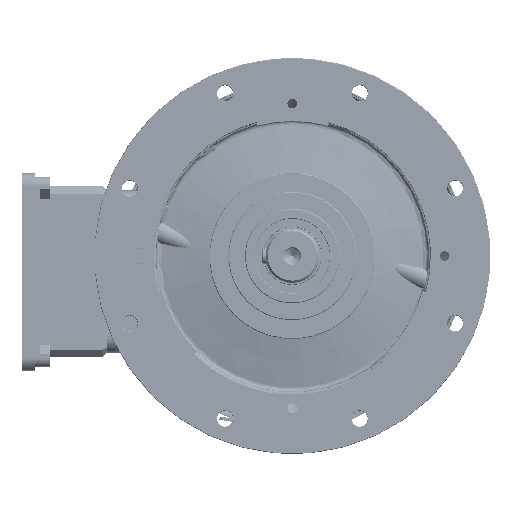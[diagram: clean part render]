
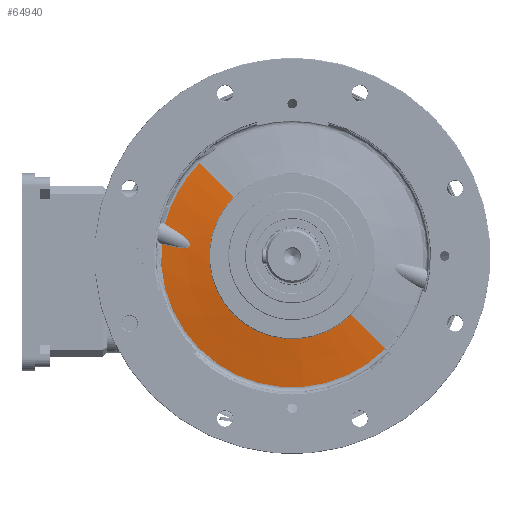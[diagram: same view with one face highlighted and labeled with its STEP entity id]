
A CAD part, left-side view. The second image highlights one B-rep face of the part: STEP entity #64940.
In plain terms, the highlighted conical face has half-angle 80 degrees and reference radius 94 mm.
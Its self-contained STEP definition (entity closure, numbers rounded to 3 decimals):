
#1524 = ORIENTED_EDGE ( 'NONE', *, *, #4472, .F. ) ;
#4472 = EDGE_CURVE ( 'NONE', #63211, #209612, #279667, .T. ) ;
#6276 = CARTESIAN_POINT ( 'NONE',  ( -19.691, 73.564, -116.306 ) ) ;
#10227 = CARTESIAN_POINT ( 'NONE',  ( -12., 0., 0. ) ) ;
#11896 = CARTESIAN_POINT ( 'NONE',  ( -17.105, 80.21, -93.184 ) ) ;
#14682 = CARTESIAN_POINT ( 'NONE',  ( -18.033, 83.777, -97.06 ) ) ;
#16098 = CARTESIAN_POINT ( 'NONE',  ( -16.049, 72.28, -91.955 ) ) ;
#18100 = DIRECTION ( 'NONE',  ( -0.174, 0., 0.985 ) ) ;
#22284 = ORIENTED_EDGE ( 'NONE', *, *, #35900, .T. ) ;
#30012 = VECTOR ( 'NONE', #18100, 1000. ) ;
#33217 = CARTESIAN_POINT ( 'NONE',  ( -19.091, 87.384, -101.869 ) ) ;
#35900 = EDGE_CURVE ( 'NONE', #63211, #251982, #181924, .T. ) ;
#36196 = AXIS2_PLACEMENT_3D ( 'NONE', #225575, #76213, #201443 ) ;
#37390 = CARTESIAN_POINT ( 'NONE',  ( -16.28, 71.571, -94.158 ) ) ;
#44693 = VERTEX_POINT ( 'NONE', #74143 ) ;
#53129 = CARTESIAN_POINT ( 'NONE',  ( -17.503, 81.798, -94.798 ) ) ;
#54531 = CARTESIAN_POINT ( 'NONE',  ( -16.153, 71.853, -93.034 ) ) ;
#55930 = CARTESIAN_POINT ( 'NONE',  ( -16.235, 71.651, -93.779 ) ) ;
#57337 = CARTESIAN_POINT ( 'NONE',  ( -16.453, 77.203, -90.889 ) ) ;
#57733 = LINE ( 'NONE', #79104, #194076 ) ;
#58741 = CARTESIAN_POINT ( 'NONE',  ( -16.158, 75.422, -90.202 ) ) ;
#63211 = VERTEX_POINT ( 'NONE', #253177 ) ;
#63551 = DIRECTION ( 'NONE',  ( 0., 0., -1. ) ) ;
#64940 = ADVANCED_FACE ( 'NONE', ( #142479 ), #258460, .T. ) ;
#74143 = CARTESIAN_POINT ( 'NONE',  ( -21.721, 76.488, -128.023 ) ) ;
#76213 = DIRECTION ( 'NONE',  ( 1., 0., 0. ) ) ;
#78694 = CARTESIAN_POINT ( 'NONE',  ( -16.029, 74.259, -90.221 ) ) ;
#79104 = CARTESIAN_POINT ( 'NONE',  ( -12., 0., -94. ) ) ;
#80114 = CARTESIAN_POINT ( 'NONE',  ( -15.989, 72.94, -90.998 ) ) ;
#81510 = CARTESIAN_POINT ( 'NONE',  ( -21.197, 93.882, -112.024 ) ) ;
#88399 = VERTEX_POINT ( 'NONE', #257797 ) ;
#93064 = CARTESIAN_POINT ( 'NONE',  ( -19.193, 72.945, -113.354 ) ) ;
#97270 = CARTESIAN_POINT ( 'NONE',  ( -15.994, 73.713, -90.412 ) ) ;
#98683 = CARTESIAN_POINT ( 'NONE',  ( -19.883, 89.91, -105.62 ) ) ;
#100446 = DIRECTION ( 'NONE',  ( -0.174, 0., -0.985 ) ) ;
#102079 = CARTESIAN_POINT ( 'NONE',  ( -21.721, 0., 0. ) ) ;
#102860 = CARTESIAN_POINT ( 'NONE',  ( -15.995, 72.811, -91.146 ) ) ;
#107255 = CARTESIAN_POINT ( 'NONE',  ( -21.721, 0., 149.132 ) ) ;
#117527 = DIRECTION ( 'NONE',  ( -1., 0., 0. ) ) ;
#118175 = EDGE_CURVE ( 'NONE', #251982, #131184, #57733, .T. ) ;
#119951 = CARTESIAN_POINT ( 'NONE',  ( -16.268, 76.161, -90.402 ) ) ;
#121406 = EDGE_CURVE ( 'NONE', #131184, #44693, #230950, .T. ) ;
#124153 = CARTESIAN_POINT ( 'NONE',  ( -21.721, 95.381, -114.642 ) ) ;
#129603 = CARTESIAN_POINT ( 'NONE',  ( -21.721, 0., -149.132 ) ) ;
#130032 = ORIENTED_EDGE ( 'NONE', *, *, #118175, .T. ) ;
#131184 = VERTEX_POINT ( 'NONE', #129603 ) ;
#139924 = CARTESIAN_POINT ( 'NONE',  ( -18.298, 84.709, -98.237 ) ) ;
#141312 = CARTESIAN_POINT ( 'NONE',  ( -16.418, 71.375, -95.292 ) ) ;
#141691 = CARTESIAN_POINT ( 'NONE',  ( -12.073, 0., 0. ) ) ;
#142307 = CARTESIAN_POINT ( 'NONE',  ( -12.073, 0., -94.413 ) ) ;
#142479 = FACE_OUTER_BOUND ( 'NONE', #189528, .T. ) ;
#142726 = CARTESIAN_POINT ( 'NONE',  ( -17.636, 82.302, -95.355 ) ) ;
#144131 = CARTESIAN_POINT ( 'NONE',  ( -16.708, 78.477, -91.705 ) ) ;
#144662 = B_SPLINE_CURVE_WITH_KNOTS ( 'NONE', 3,
 ( #157073, #243746, #201109, #6276, #93064, #179788, #158451, #245133, #202525, #181170, #267851, #209527, #189585, #249336, #141312, #37390, #55930, #54531, #232222, #16098, #226638, #102860, #80114, #276255, #250716, #97270, #166850, #78694, #164055, #253527, #58741, #119951, #183987, #57337, #206746, #144131, #186759, #11896, #208133, #53129, #142726, #14682, #139924, #228024, #33217, #229442, #98683, #252134, #81510, #124153 ),
 .UNSPECIFIED., .F., .F.,
 ( 4, 2, 2, 2, 2, 2, 2, 2, 2, 2, 2, 2, 2, 2, 2, 2, 2, 2, 2, 2, 2, 2, 2, 2, 4 ),
 ( 0., 0.009, 0.018, 0.023, 0.028, 0.03, 0.032, 0.034, 0.036, 0.037, 0.038, 0.038, 0.039, 0.04, 0.04, 0.041, 0.042, 0.044, 0.046, 0.048, 0.05, 0.055, 0.06, 0.064, 0.073 ),
 .UNSPECIFIED. ) ;
#157073 = CARTESIAN_POINT ( 'NONE',  ( -21.721, 76.488, -128.023 ) ) ;
#157897 = EDGE_CURVE ( 'NONE', #88399, #209612, #186034, .T. ) ;
#158451 = CARTESIAN_POINT ( 'NONE',  ( -18.219, 71.942, -107.401 ) ) ;
#162419 = DIRECTION ( 'NONE',  ( 0., 0., 1. ) ) ;
#164055 = CARTESIAN_POINT ( 'NONE',  ( -16.046, 74.454, -90.186 ) ) ;
#166850 = CARTESIAN_POINT ( 'NONE',  ( -16.003, 73.89, -90.334 ) ) ;
#179788 = CARTESIAN_POINT ( 'NONE',  ( -18.46, 72.173, -108.894 ) ) ;
#181170 = CARTESIAN_POINT ( 'NONE',  ( -17.164, 71.257, -100.612 ) ) ;
#181924 = CIRCLE ( 'NONE', #277068, 94.413 ) ;
#183987 = CARTESIAN_POINT ( 'NONE',  ( -16.329, 76.519, -90.549 ) ) ;
#184406 = ORIENTED_EDGE ( 'NONE', *, *, #199295, .T. ) ;
#186034 = CIRCLE ( 'NONE', #36196, 149.132 ) ;
#186759 = CARTESIAN_POINT ( 'NONE',  ( -16.839, 79.069, -92.178 ) ) ;
#189528 = EDGE_LOOP ( 'NONE', ( #22284, #130032, #271325, #184406, #245179, #1524 ) ) ;
#189585 = CARTESIAN_POINT ( 'NONE',  ( -16.724, 71.215, -97.567 ) ) ;
#194076 = VECTOR ( 'NONE', #100446, 1000. ) ;
#199295 = EDGE_CURVE ( 'NONE', #44693, #88399, #144662, .T. ) ;
#201109 = CARTESIAN_POINT ( 'NONE',  ( -20.698, 74.934, -122.183 ) ) ;
#201443 = DIRECTION ( 'NONE',  ( 0., 0., -1. ) ) ;
#202525 = CARTESIAN_POINT ( 'NONE',  ( -17.508, 71.4, -102.893 ) ) ;
#206746 = CARTESIAN_POINT ( 'NONE',  ( -16.516, 77.529, -91.082 ) ) ;
#208133 = CARTESIAN_POINT ( 'NONE',  ( -17.238, 80.752, -93.712 ) ) ;
#209527 = CARTESIAN_POINT ( 'NONE',  ( -16.831, 71.204, -98.328 ) ) ;
#209612 = VERTEX_POINT ( 'NONE', #107255 ) ;
#224229 = DIRECTION ( 'NONE',  ( 0., 0., 1. ) ) ;
#225575 = CARTESIAN_POINT ( 'NONE',  ( -21.721, 0., 0. ) ) ;
#226638 = CARTESIAN_POINT ( 'NONE',  ( -16.021, 72.463, -91.613 ) ) ;
#228024 = CARTESIAN_POINT ( 'NONE',  ( -18.826, 86.513, -100.642 ) ) ;
#229442 = CARTESIAN_POINT ( 'NONE',  ( -19.619, 89.082, -104.358 ) ) ;
#230950 = CIRCLE ( 'NONE', #267234, 149.132 ) ;
#232222 = CARTESIAN_POINT ( 'NONE',  ( -16.114, 71.973, -92.668 ) ) ;
#243746 = CARTESIAN_POINT ( 'NONE',  ( -21.208, 75.687, -125.108 ) ) ;
#245133 = CARTESIAN_POINT ( 'NONE',  ( -17.743, 71.556, -104.401 ) ) ;
#245179 = ORIENTED_EDGE ( 'NONE', *, *, #157897, .T. ) ;
#249336 = CARTESIAN_POINT ( 'NONE',  ( -16.518, 71.301, -96.05 ) ) ;
#250716 = CARTESIAN_POINT ( 'NONE',  ( -15.984, 73.376, -90.613 ) ) ;
#251982 = VERTEX_POINT ( 'NONE', #142307 ) ;
#252134 = CARTESIAN_POINT ( 'NONE',  ( -20.673, 92.335, -109.436 ) ) ;
#253177 = CARTESIAN_POINT ( 'NONE',  ( -12.073, 0., 94.413 ) ) ;
#253527 = CARTESIAN_POINT ( 'NONE',  ( -16.106, 75.033, -90.146 ) ) ;
#256967 = DIRECTION ( 'NONE',  ( 1., 0., 0. ) ) ;
#257797 = CARTESIAN_POINT ( 'NONE',  ( -21.721, 95.381, -114.642 ) ) ;
#258460 = CONICAL_SURFACE ( 'NONE', #263113, 94., 1.396 ) ;
#263113 = AXIS2_PLACEMENT_3D ( 'NONE', #10227, #269001, #162419 ) ;
#267234 = AXIS2_PLACEMENT_3D ( 'NONE', #102079, #256967, #63551 ) ;
#267851 = CARTESIAN_POINT ( 'NONE',  ( -17.052, 71.225, -99.849 ) ) ;
#269001 = DIRECTION ( 'NONE',  ( -1., 0., 0. ) ) ;
#271325 = ORIENTED_EDGE ( 'NONE', *, *, #121406, .T. ) ;
#276255 = CARTESIAN_POINT ( 'NONE',  ( -15.984, 73.223, -90.732 ) ) ;
#277068 = AXIS2_PLACEMENT_3D ( 'NONE', #141691, #117527, #224229 ) ;
#279667 = LINE ( 'NONE', #281050, #30012 ) ;
#281050 = CARTESIAN_POINT ( 'NONE',  ( -12., 0., 94. ) ) ;
